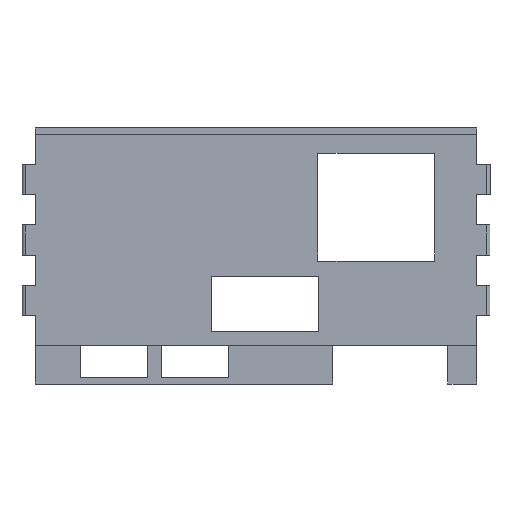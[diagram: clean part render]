
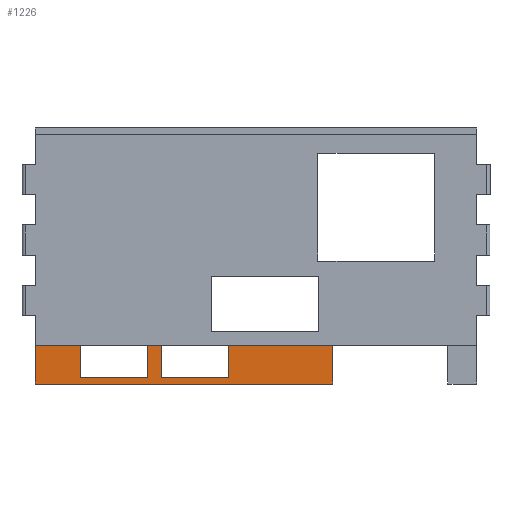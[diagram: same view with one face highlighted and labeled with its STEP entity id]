
A CAD part, front view. The second image highlights one B-rep face of the part: STEP entity #1226.
In plain terms, the highlighted planar face has unit normal (0, -1, 0).
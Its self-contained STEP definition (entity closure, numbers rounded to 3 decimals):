
#90=FACE_OUTER_BOUND('',#154,.T.);
#154=EDGE_LOOP('',(#1087,#1088,#1089,#1090,#1091,#1092,#1093,#1094,#1095,
#1096,#1097,#1098));
#231=LINE('',#1777,#393);
#235=LINE('',#1785,#397);
#239=LINE('',#1793,#401);
#260=LINE('',#1841,#422);
#311=LINE('',#1944,#473);
#312=LINE('',#1947,#474);
#314=LINE('',#1951,#476);
#317=LINE('',#1956,#479);
#318=LINE('',#1959,#480);
#319=LINE('',#1960,#481);
#320=LINE('',#1961,#482);
#321=LINE('',#1962,#483);
#393=VECTOR('',#1429,10.);
#397=VECTOR('',#1433,10.);
#401=VECTOR('',#1437,10.);
#422=VECTOR('',#1484,10.);
#473=VECTOR('',#1589,10.);
#474=VECTOR('',#1592,10.);
#476=VECTOR('',#1596,10.);
#479=VECTOR('',#1601,10.);
#480=VECTOR('',#1604,10.);
#481=VECTOR('',#1605,10.);
#482=VECTOR('',#1606,10.);
#483=VECTOR('',#1607,10.);
#548=VERTEX_POINT('',#1774);
#549=VERTEX_POINT('',#1776);
#552=VERTEX_POINT('',#1782);
#553=VERTEX_POINT('',#1784);
#556=VERTEX_POINT('',#1790);
#557=VERTEX_POINT('',#1792);
#571=VERTEX_POINT('',#1839);
#596=VERTEX_POINT('',#1942);
#597=VERTEX_POINT('',#1946);
#598=VERTEX_POINT('',#1950);
#599=VERTEX_POINT('',#1954);
#600=VERTEX_POINT('',#1958);
#677=EDGE_CURVE('',#548,#549,#231,.T.);
#681=EDGE_CURVE('',#552,#553,#235,.T.);
#685=EDGE_CURVE('',#556,#557,#239,.T.);
#709=EDGE_CURVE('',#548,#571,#260,.T.);
#763=EDGE_CURVE('',#556,#596,#311,.T.);
#764=EDGE_CURVE('',#597,#553,#312,.T.);
#766=EDGE_CURVE('',#598,#549,#314,.T.);
#769=EDGE_CURVE('',#552,#599,#317,.T.);
#770=EDGE_CURVE('',#600,#571,#318,.T.);
#771=EDGE_CURVE('',#600,#557,#319,.T.);
#772=EDGE_CURVE('',#596,#597,#320,.T.);
#773=EDGE_CURVE('',#599,#598,#321,.T.);
#1087=ORIENTED_EDGE('',*,*,#709,.T.);
#1088=ORIENTED_EDGE('',*,*,#770,.F.);
#1089=ORIENTED_EDGE('',*,*,#771,.T.);
#1090=ORIENTED_EDGE('',*,*,#685,.F.);
#1091=ORIENTED_EDGE('',*,*,#763,.T.);
#1092=ORIENTED_EDGE('',*,*,#772,.T.);
#1093=ORIENTED_EDGE('',*,*,#764,.T.);
#1094=ORIENTED_EDGE('',*,*,#681,.F.);
#1095=ORIENTED_EDGE('',*,*,#769,.T.);
#1096=ORIENTED_EDGE('',*,*,#773,.T.);
#1097=ORIENTED_EDGE('',*,*,#766,.T.);
#1098=ORIENTED_EDGE('',*,*,#677,.F.);
#1168=PLANE('',#1310);
#1226=ADVANCED_FACE('',(#90),#1168,.T.);
#1310=AXIS2_PLACEMENT_3D('',#1957,#1602,#1603);
#1429=DIRECTION('',(1.,0.,0.));
#1433=DIRECTION('',(1.,0.,0.));
#1437=DIRECTION('',(1.,0.,0.));
#1484=DIRECTION('',(0.,0.,-1.));
#1589=DIRECTION('',(0.,0.,-1.));
#1592=DIRECTION('',(0.,0.,1.));
#1596=DIRECTION('',(0.,0.,1.));
#1601=DIRECTION('',(0.,0.,-1.));
#1602=DIRECTION('center_axis',(0.,-1.,0.));
#1603=DIRECTION('ref_axis',(1.,0.,0.));
#1604=DIRECTION('',(-1.,0.,0.));
#1605=DIRECTION('',(0.,0.,1.));
#1606=DIRECTION('',(-1.,0.,0.));
#1607=DIRECTION('',(-1.,0.,0.));
#1774=CARTESIAN_POINT('',(0.5,0.,7.24));
#1776=CARTESIAN_POINT('',(7.2,0.,7.24));
#1777=CARTESIAN_POINT('',(47.85,0.,7.24));
#1782=CARTESIAN_POINT('',(17.3,0.,7.24));
#1784=CARTESIAN_POINT('',(19.3,0.,7.24));
#1785=CARTESIAN_POINT('',(47.85,0.,7.24));
#1790=CARTESIAN_POINT('',(29.4,0.,7.24));
#1792=CARTESIAN_POINT('',(45.,0.,7.24));
#1793=CARTESIAN_POINT('',(47.85,0.,7.24));
#1839=CARTESIAN_POINT('',(0.5,0.,1.45));
#1841=CARTESIAN_POINT('',(0.5,0.,1.95));
#1942=CARTESIAN_POINT('',(29.4,0.,2.45));
#1944=CARTESIAN_POINT('',(29.4,0.,4.345));
#1946=CARTESIAN_POINT('',(19.3,0.,2.45));
#1947=CARTESIAN_POINT('',(19.3,0.,1.95));
#1950=CARTESIAN_POINT('',(7.2,0.,2.45));
#1951=CARTESIAN_POINT('',(7.2,0.,1.95));
#1954=CARTESIAN_POINT('',(17.3,0.,2.45));
#1956=CARTESIAN_POINT('',(17.3,0.,4.345));
#1957=CARTESIAN_POINT('Origin',(62.2,0.,
1.45));
#1958=CARTESIAN_POINT('',(45.,0.,1.45));
#1959=CARTESIAN_POINT('',(67.,0.,1.45));
#1960=CARTESIAN_POINT('',(45.,0.,1.45));
#1961=CARTESIAN_POINT('',(45.8,0.,2.45));
#1962=CARTESIAN_POINT('',(39.75,0.,2.45));
